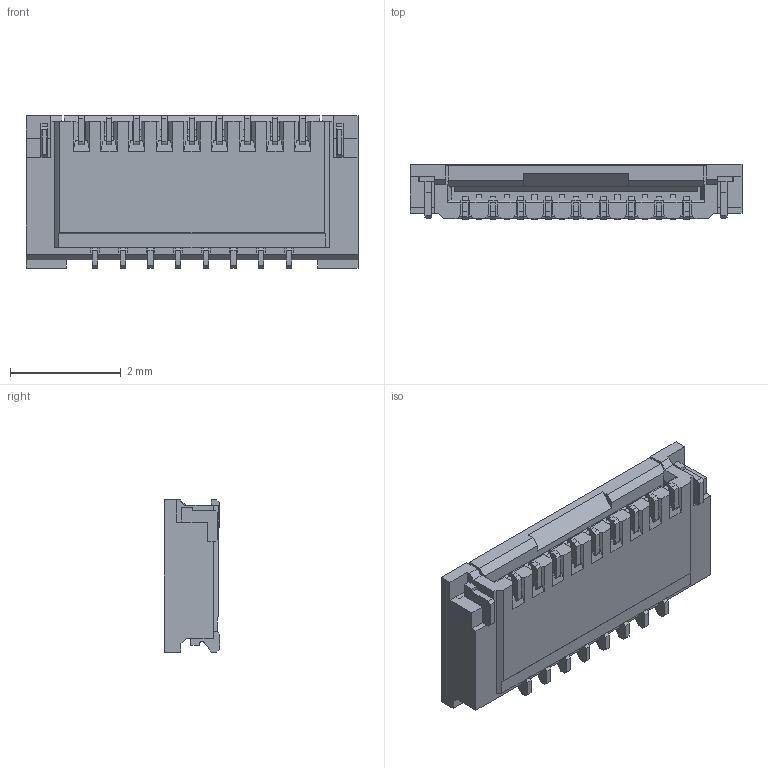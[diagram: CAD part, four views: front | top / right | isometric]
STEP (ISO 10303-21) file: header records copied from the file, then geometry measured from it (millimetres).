
FILE_DESCRIPTION((''),'2;1');
FILE_NAME('5020781710','2018-11-26T',('gga'),(''),'PRO/ENGINEER BY PARAMETRIC TECHNOLOGY CORPORATION, 2016010','PRO/ENGINEER BY PARAMETRIC TECHNOLOGY CORPORATION, 2016010','');
FILE_SCHEMA(('CONFIG_CONTROL_DESIGN'));
Length unit declared in the file: millimetre
Products named in the file (1): 5020781710
Bounding box: 6 x 1 x 2.75 mm (x, y, z)
Volume: 10.8 mm3; surface area: 76.7 mm2
Topology: 1 solids, 1 shells, 620 faces, 1832 edges, 1224 vertices
Faces by surface type: plane 572, cylinder 48
Entity records: 20218 total; most frequent: CARTESIAN_POINT 3609, ORIENTED_EDGE 3512, DIRECTION 3168, EDGE_CURVE 1756, VECTOR 1734, LINE 1734, VERTEX_POINT 1148, AXIS2_PLACEMENT_3D 717
